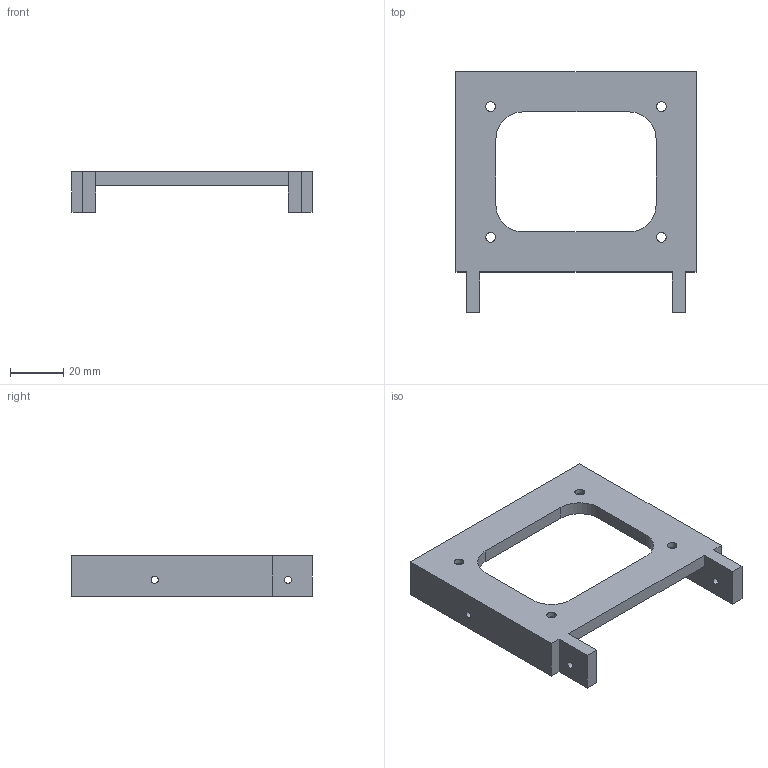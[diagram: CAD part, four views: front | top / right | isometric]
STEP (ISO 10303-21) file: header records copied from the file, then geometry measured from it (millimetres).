
FILE_DESCRIPTION (( 'STEP AP203' ), '1' );
FILE_NAME ('electronics truss-top_bracket.STEP', '2018-05-18T07:25:32', ( '' ), ( '' ), 'SwSTEP 2.0', 'SolidWorks 2018', '' );
FILE_SCHEMA (( 'CONFIG_CONTROL_DESIGN' ));
Length unit declared in the file: millimetre
Products named in the file (1): electronics truss-top_bracket
Bounding box: 90 x 90 x 15 mm (x, y, z)
Volume: 29596.5 mm3; surface area: 15748.2 mm2
Topology: 1 solids, 1 shells, 56 faces, 150 edges, 100 vertices
Faces by surface type: cylinder 28, plane 28
Entity records: 1883 total; most frequent: DIRECTION 320, CARTESIAN_POINT 307, ORIENTED_EDGE 300, EDGE_CURVE 150, AXIS2_PLACEMENT_3D 113, VERTEX_POINT 100, LINE 94, VECTOR 94
